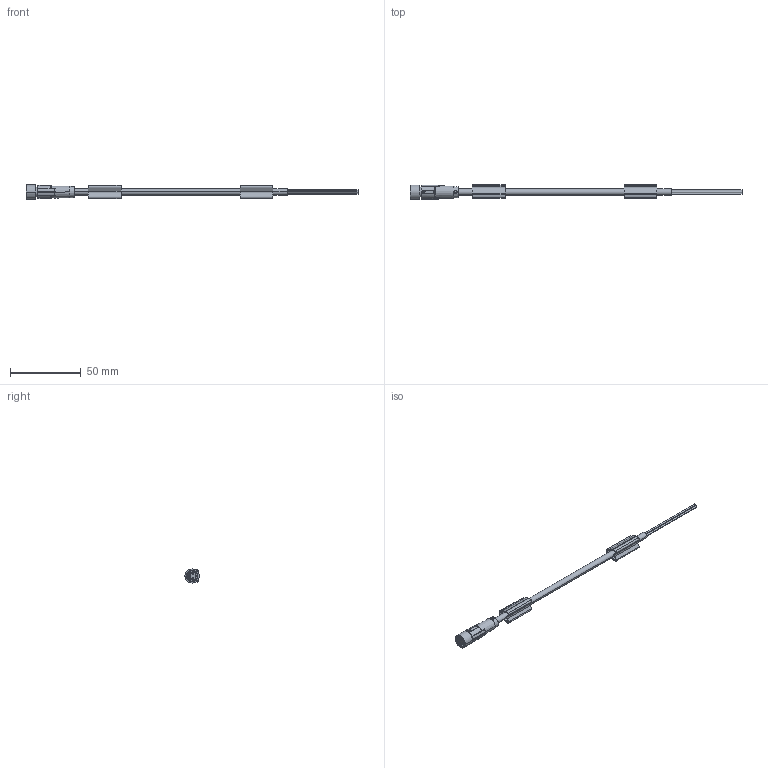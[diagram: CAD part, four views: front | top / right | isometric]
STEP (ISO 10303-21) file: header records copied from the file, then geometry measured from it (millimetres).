
FILE_DESCRIPTION(('SolidDesigner STEP Export'),'2;1');
FILE_NAME('1521944.stp','2009-07-15T 9:09:48',(''),(''),'CoCreate Modeling STEP processor for AP214 (Solid Model)','CoCreate Modeling 16.00A 16-Aug-2008 (C) Parametric Technology GmbH','');
FILE_SCHEMA(('AUTOMOTIVE_DESIGN { 1 0 10303 214 1 1 1 1 }'));
Length unit declared in the file: millimetre
Products named in the file (2): 1521944
Assembly tree (1 placements, depth 2):
  1521944
    1521944
Bounding box: 233.9 x 10.16 x 10 mm (x, y, z)
Volume: 5644 mm3; surface area: 7208.7 mm2
Topology: 1 solids, 1 shells, 289 faces, 791 edges, 521 vertices
Faces by surface type: cylinder 133, plane 98, extrusion 36, cone 12, torus 6, bspline 4
Entity records: 13161 total; most frequent: CARTESIAN_POINT 5050, ORIENTED_EDGE 1582, DIRECTION 1195, EDGE_CURVE 791, VERTEX_POINT 521, AXIS2_PLACEMENT_3D 399, VECTOR 397, LINE 361
